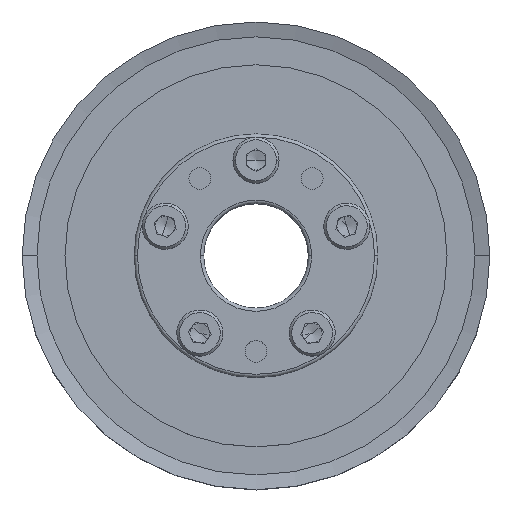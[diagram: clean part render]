
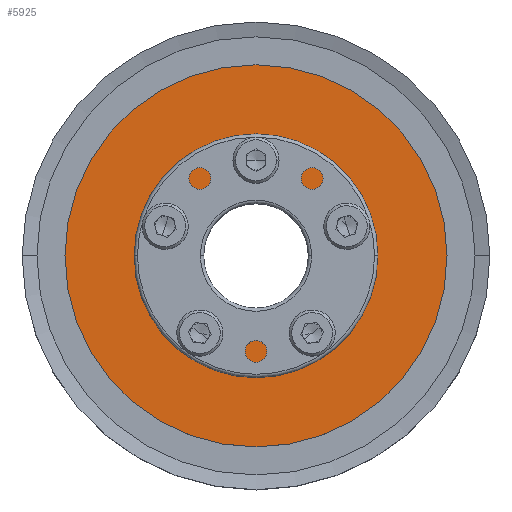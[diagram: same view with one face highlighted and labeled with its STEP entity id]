
A CAD part, top view. The second image highlights one B-rep face of the part: STEP entity #5925.
In plain terms, the highlighted planar face has unit normal (0, 0, 1).
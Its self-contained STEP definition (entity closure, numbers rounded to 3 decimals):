
#175 = DIRECTION ( 'NONE',  ( 1., 0., 0. ) ) ;
#179 = CIRCLE ( 'NONE', #7831, 9.237 ) ;
#225 = CARTESIAN_POINT ( 'NONE',  ( -13.79, 4.481, 22. ) ) ;
#409 = EDGE_LOOP ( 'NONE', ( #5444, #11389 ) ) ;
#477 = CIRCLE ( 'NONE', #6070, 9.237 ) ;
#490 = VERTEX_POINT ( 'NONE', #8640 ) ;
#600 = AXIS2_PLACEMENT_3D ( 'NONE', #3007, #11552, #10562 ) ;
#724 = DIRECTION ( 'NONE',  ( 0., 0., 1. ) ) ;
#752 = DIRECTION ( 'NONE',  ( 0., 0., 1. ) ) ;
#970 = EDGE_LOOP ( 'NONE', ( #6001, #7609 ) ) ;
#998 = CARTESIAN_POINT ( 'NONE',  ( 8.523, -11.731, 22. ) ) ;
#1150 = CIRCLE ( 'NONE', #6994, 1.65 ) ;
#1551 = CARTESIAN_POINT ( 'NONE',  ( -13.79, 4.481, 22. ) ) ;
#1555 = CARTESIAN_POINT ( 'NONE',  ( -12.14, 4.481, 22. ) ) ;
#1745 = DIRECTION ( 'NONE',  ( 0., 0., 1. ) ) ;
#1804 = EDGE_CURVE ( 'NONE', #5505, #6778, #3559, .T. ) ;
#1853 = VERTEX_POINT ( 'NONE', #2784 ) ;
#1928 = CARTESIAN_POINT ( 'NONE',  ( 9.237, 0., 22. ) ) ;
#1946 = AXIS2_PLACEMENT_3D ( 'NONE', #11395, #1745, #5324 ) ;
#2315 = EDGE_CURVE ( 'NONE', #7226, #490, #11205, .T. ) ;
#2503 = VERTEX_POINT ( 'NONE', #1555 ) ;
#2523 = FACE_BOUND ( 'NONE', #11528, .T. ) ;
#2585 = VERTEX_POINT ( 'NONE', #3079 ) ;
#2784 = CARTESIAN_POINT ( 'NONE',  ( 15.44, 4.481, 22. ) ) ;
#2949 = VERTEX_POINT ( 'NONE', #9340 ) ;
#2980 = EDGE_CURVE ( 'NONE', #2949, #11145, #12138, .T. ) ;
#3007 = CARTESIAN_POINT ( 'NONE',  ( -1.057, 16.241, 22. ) ) ;
#3079 = CARTESIAN_POINT ( 'NONE',  ( -29., 0., 22. ) ) ;
#3106 = EDGE_LOOP ( 'NONE', ( #10089, #10930 ) ) ;
#3185 = EDGE_LOOP ( 'NONE', ( #11533, #4930 ) ) ;
#3559 = CIRCLE ( 'NONE', #9859, 1.65 ) ;
#3642 = DIRECTION ( 'NONE',  ( 1., 0., 0. ) ) ;
#3855 = DIRECTION ( 'NONE',  ( 0., 0., 1. ) ) ;
#3985 = FACE_OUTER_BOUND ( 'NONE', #970, .T. ) ;
#4054 = CARTESIAN_POINT ( 'NONE',  ( -8.523, -11.731, 22. ) ) ;
#4153 = ORIENTED_EDGE ( 'NONE', *, *, #4178, .F. ) ;
#4178 = EDGE_CURVE ( 'NONE', #7882, #2503, #13132, .T. ) ;
#4293 = DIRECTION ( 'NONE',  ( 0., 0., 1. ) ) ;
#4415 = EDGE_CURVE ( 'NONE', #1853, #8904, #6147, .T. ) ;
#4509 = ORIENTED_EDGE ( 'NONE', *, *, #2980, .F. ) ;
#4517 = CARTESIAN_POINT ( 'NONE',  ( 0., 0., 22. ) ) ;
#4792 = CIRCLE ( 'NONE', #7071, 1.65 ) ;
#4865 = CARTESIAN_POINT ( 'NONE',  ( 12.14, 4.481, 22. ) ) ;
#4930 = ORIENTED_EDGE ( 'NONE', *, *, #6053, .F. ) ;
#4947 = EDGE_CURVE ( 'NONE', #2585, #7841, #11353, .T. ) ;
#4960 = CARTESIAN_POINT ( 'NONE',  ( 0., 0., 22. ) ) ;
#5112 = AXIS2_PLACEMENT_3D ( 'NONE', #13632, #10266, #10409 ) ;
#5115 = AXIS2_PLACEMENT_3D ( 'NONE', #8464, #7502, #6208 ) ;
#5135 = CARTESIAN_POINT ( 'NONE',  ( 0., 0., 22. ) ) ;
#5264 = ORIENTED_EDGE ( 'NONE', *, *, #1804, .F. ) ;
#5269 = VERTEX_POINT ( 'NONE', #1928 ) ;
#5324 = DIRECTION ( 'NONE',  ( 1., 0., 0. ) ) ;
#5338 = AXIS2_PLACEMENT_3D ( 'NONE', #12712, #724, #9528 ) ;
#5444 = ORIENTED_EDGE ( 'NONE', *, *, #6780, .T. ) ;
#5505 = VERTEX_POINT ( 'NONE', #13328 ) ;
#5607 = ORIENTED_EDGE ( 'NONE', *, *, #7759, .F. ) ;
#5706 = VERTEX_POINT ( 'NONE', #13806 ) ;
#5707 = AXIS2_PLACEMENT_3D ( 'NONE', #4517, #8960, #175 ) ;
#5925 = ADVANCED_FACE ( 'NONE', ( #12190, #2523, #8999, #13311, #8433, #12538, #3985 ), #12463, .T. ) ;
#6001 = ORIENTED_EDGE ( 'NONE', *, *, #11676, .T. ) ;
#6053 = EDGE_CURVE ( 'NONE', #490, #7226, #12971, .T. ) ;
#6070 = AXIS2_PLACEMENT_3D ( 'NONE', #5135, #13875, #10719 ) ;
#6124 = DIRECTION ( 'NONE',  ( 0., 0., 1. ) ) ;
#6147 = CIRCLE ( 'NONE', #13805, 1.65 ) ;
#6196 = CARTESIAN_POINT ( 'NONE',  ( 29., 0., 22. ) ) ;
#6208 = DIRECTION ( 'NONE',  ( 1., 0., 0. ) ) ;
#6379 = AXIS2_PLACEMENT_3D ( 'NONE', #225, #4293, #9675 ) ;
#6778 = VERTEX_POINT ( 'NONE', #9590 ) ;
#6780 = EDGE_CURVE ( 'NONE', #5706, #5269, #477, .T. ) ;
#6994 = AXIS2_PLACEMENT_3D ( 'NONE', #1551, #3855, #12327 ) ;
#7071 = AXIS2_PLACEMENT_3D ( 'NONE', #8272, #9403, #10684 ) ;
#7102 = EDGE_CURVE ( 'NONE', #2503, #7882, #1150, .T. ) ;
#7226 = VERTEX_POINT ( 'NONE', #13865 ) ;
#7502 = DIRECTION ( 'NONE',  ( 0., 0., 1. ) ) ;
#7527 = DIRECTION ( 'NONE',  ( 0., 0., 1. ) ) ;
#7609 = ORIENTED_EDGE ( 'NONE', *, *, #4947, .T. ) ;
#7759 = EDGE_CURVE ( 'NONE', #11145, #2949, #7923, .T. ) ;
#7831 = AXIS2_PLACEMENT_3D ( 'NONE', #9921, #12904, #8710 ) ;
#7841 = VERTEX_POINT ( 'NONE', #6196 ) ;
#7882 = VERTEX_POINT ( 'NONE', #12779 ) ;
#7923 = CIRCLE ( 'NONE', #8140, 1.65 ) ;
#8140 = AXIS2_PLACEMENT_3D ( 'NONE', #998, #6124, #10657 ) ;
#8272 = CARTESIAN_POINT ( 'NONE',  ( -8.523, -11.731, 22. ) ) ;
#8405 = EDGE_CURVE ( 'NONE', #5269, #5706, #179, .T. ) ;
#8431 = EDGE_LOOP ( 'NONE', ( #12593, #4153 ) ) ;
#8433 = FACE_BOUND ( 'NONE', #3185, .T. ) ;
#8464 = CARTESIAN_POINT ( 'NONE',  ( 0., 14.5, 22. ) ) ;
#8571 = DIRECTION ( 'NONE',  ( 1., 0., 0. ) ) ;
#8640 = CARTESIAN_POINT ( 'NONE',  ( -1.65, 14.5, 22. ) ) ;
#8678 = CARTESIAN_POINT ( 'NONE',  ( 10.173, -11.731, 22. ) ) ;
#8710 = DIRECTION ( 'NONE',  ( -1., 0., 0. ) ) ;
#8776 = AXIS2_PLACEMENT_3D ( 'NONE', #4960, #10201, #3642 ) ;
#8904 = VERTEX_POINT ( 'NONE', #4865 ) ;
#8960 = DIRECTION ( 'NONE',  ( 0., 0., 1. ) ) ;
#8999 = FACE_BOUND ( 'NONE', #9399, .T. ) ;
#9340 = CARTESIAN_POINT ( 'NONE',  ( 6.873, -11.731, 22. ) ) ;
#9399 = EDGE_LOOP ( 'NONE', ( #5607, #4509 ) ) ;
#9403 = DIRECTION ( 'NONE',  ( 0., 0., 1. ) ) ;
#9528 = DIRECTION ( 'NONE',  ( 1., 0., 0. ) ) ;
#9590 = CARTESIAN_POINT ( 'NONE',  ( -10.173, -11.731, 22. ) ) ;
#9675 = DIRECTION ( 'NONE',  ( 1., 0., 0. ) ) ;
#9859 = AXIS2_PLACEMENT_3D ( 'NONE', #4054, #752, #12387 ) ;
#9921 = CARTESIAN_POINT ( 'NONE',  ( 0., 0., 22. ) ) ;
#10089 = ORIENTED_EDGE ( 'NONE', *, *, #4415, .F. ) ;
#10142 = CIRCLE ( 'NONE', #8776, 29. ) ;
#10201 = DIRECTION ( 'NONE',  ( 0., 0., 1. ) ) ;
#10266 = DIRECTION ( 'NONE',  ( 0., 0., 1. ) ) ;
#10409 = DIRECTION ( 'NONE',  ( 1., 0., 0. ) ) ;
#10558 = CARTESIAN_POINT ( 'NONE',  ( 13.79, 4.481, 22. ) ) ;
#10562 = DIRECTION ( 'NONE',  ( 1., 0., 0. ) ) ;
#10657 = DIRECTION ( 'NONE',  ( 1., 0., 0. ) ) ;
#10684 = DIRECTION ( 'NONE',  ( 1., 0., 0. ) ) ;
#10719 = DIRECTION ( 'NONE',  ( -1., 0., 0. ) ) ;
#10930 = ORIENTED_EDGE ( 'NONE', *, *, #12535, .F. ) ;
#11145 = VERTEX_POINT ( 'NONE', #8678 ) ;
#11205 = CIRCLE ( 'NONE', #5115, 1.65 ) ;
#11353 = CIRCLE ( 'NONE', #5707, 29. ) ;
#11389 = ORIENTED_EDGE ( 'NONE', *, *, #8405, .T. ) ;
#11395 = CARTESIAN_POINT ( 'NONE',  ( 0., 14.5, 22. ) ) ;
#11528 = EDGE_LOOP ( 'NONE', ( #5264, #13389 ) ) ;
#11533 = ORIENTED_EDGE ( 'NONE', *, *, #2315, .F. ) ;
#11552 = DIRECTION ( 'NONE',  ( 0., 0., 1. ) ) ;
#11676 = EDGE_CURVE ( 'NONE', #7841, #2585, #10142, .T. ) ;
#12092 = CIRCLE ( 'NONE', #5338, 1.65 ) ;
#12138 = CIRCLE ( 'NONE', #5112, 1.65 ) ;
#12190 = FACE_BOUND ( 'NONE', #8431, .T. ) ;
#12327 = DIRECTION ( 'NONE',  ( 1., 0., 0. ) ) ;
#12387 = DIRECTION ( 'NONE',  ( 1., 0., 0. ) ) ;
#12463 = PLANE ( 'NONE',  #600 ) ;
#12535 = EDGE_CURVE ( 'NONE', #8904, #1853, #12092, .T. ) ;
#12538 = FACE_BOUND ( 'NONE', #409, .T. ) ;
#12593 = ORIENTED_EDGE ( 'NONE', *, *, #7102, .F. ) ;
#12712 = CARTESIAN_POINT ( 'NONE',  ( 13.79, 4.481, 22. ) ) ;
#12779 = CARTESIAN_POINT ( 'NONE',  ( -15.44, 4.481, 22. ) ) ;
#12904 = DIRECTION ( 'NONE',  ( 0., 0., -1. ) ) ;
#12971 = CIRCLE ( 'NONE', #1946, 1.65 ) ;
#13132 = CIRCLE ( 'NONE', #6379, 1.65 ) ;
#13311 = FACE_BOUND ( 'NONE', #3106, .T. ) ;
#13328 = CARTESIAN_POINT ( 'NONE',  ( -6.873, -11.731, 22. ) ) ;
#13389 = ORIENTED_EDGE ( 'NONE', *, *, #13405, .F. ) ;
#13405 = EDGE_CURVE ( 'NONE', #6778, #5505, #4792, .T. ) ;
#13632 = CARTESIAN_POINT ( 'NONE',  ( 8.523, -11.731, 22. ) ) ;
#13805 = AXIS2_PLACEMENT_3D ( 'NONE', #10558, #7527, #8571 ) ;
#13806 = CARTESIAN_POINT ( 'NONE',  ( -9.237, 0., 22. ) ) ;
#13865 = CARTESIAN_POINT ( 'NONE',  ( 1.65, 14.5, 22. ) ) ;
#13875 = DIRECTION ( 'NONE',  ( 0., 0., -1. ) ) ;
